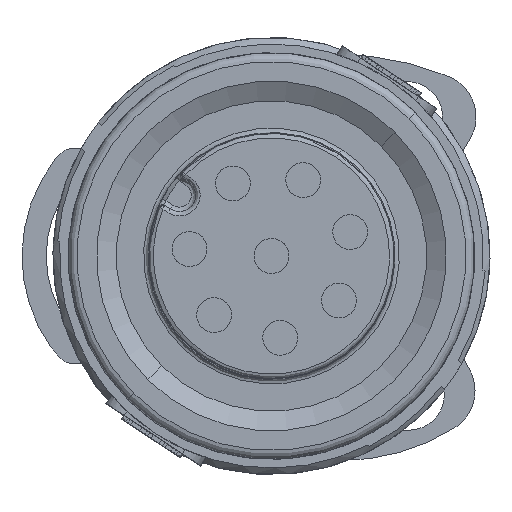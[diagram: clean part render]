
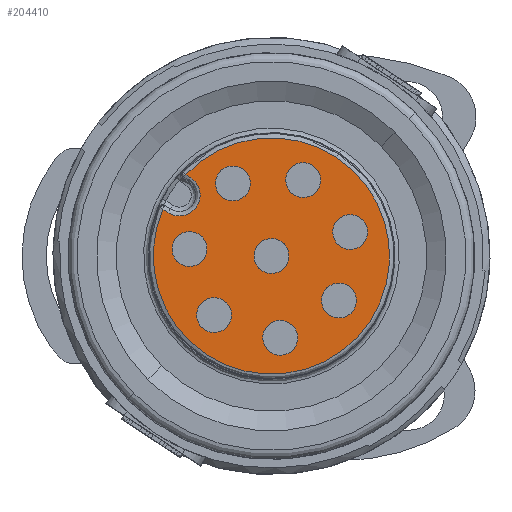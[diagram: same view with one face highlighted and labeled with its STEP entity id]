
A CAD part, left-side view. The second image highlights one B-rep face of the part: STEP entity #204410.
In plain terms, the highlighted face is planar.
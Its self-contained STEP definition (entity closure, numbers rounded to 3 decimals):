
#36660=CARTESIAN_POINT('',(18.285,33.279,
-0.3));
#36670=VERTEX_POINT('',#36660);
#36830=CARTESIAN_POINT('',(18.152,33.307,
-0.3));
#36840=VERTEX_POINT('',#36830);
#36870=CARTESIAN_POINT('',(53.706,26.04,
-0.3));
#36880=DIRECTION('',(0.98,-0.2,
0.));
#36890=VECTOR('',#36880,1.);
#36900=LINE('',#36870,#36890);
#36910=EDGE_CURVE('',#36840,#36670,#36900,.T.);
#202540=CARTESIAN_POINT('',(18.475,34.21,
-0.3));
#202550=VERTEX_POINT('',#202540);
#202580=CARTESIAN_POINT('',(53.896,26.971,
-0.3));
#202590=DIRECTION('',(-0.98,0.2,
0.));
#202600=VECTOR('',#202590,1.);
#202610=LINE('',#202580,#202600);
#202620=CARTESIAN_POINT('',(18.342,34.237,
-0.3));
#202630=VERTEX_POINT('',#202620);
#202640=EDGE_CURVE('',#202550,#202630,#202610,.T.);
#202900=CARTESIAN_POINT('',(46.699,-8.241,
-0.3));
#202910=DIRECTION('',(0.,0.,1.));
#202920=DIRECTION('',(0.2,0.98,
0.));
#202930=AXIS2_PLACEMENT_3D('',#202900,#202910,#202920);
#202940=PLANE('',#202930);
#202950=CARTESIAN_POINT('',(19.417,34.451,
-0.3));
#202960=DIRECTION('',(0.,0.,-1.));
#202970=DIRECTION('',(0.2,0.98,
0.));
#202980=AXIS2_PLACEMENT_3D('',#202950,#202960,#202970);
#202990=CIRCLE('',#202980,0.4);
#203000=CARTESIAN_POINT('',(19.498,34.843,
-0.3));
#203010=VERTEX_POINT('',#203000);
#203020=CARTESIAN_POINT('',(19.337,34.059,
-0.3));
#203030=VERTEX_POINT('',#203020);
#203040=EDGE_CURVE('',#203010,#203030,#202990,.T.);
#203050=ORIENTED_EDGE('',*,*,#203040,.F.);
#203060=EDGE_CURVE('',#203030,#203010,#202990,.T.);
#203070=ORIENTED_EDGE('',*,*,#203060,.F.);
#203080=EDGE_LOOP('',(#203070,#203050));
#203090=FACE_BOUND('',#203080,.T.);
#203100=CARTESIAN_POINT('',(20.854,33.239,
-0.3));
#203110=DIRECTION('',(0.,0.,-1.));
#203120=DIRECTION('',(0.2,0.98,
0.));
#203130=AXIS2_PLACEMENT_3D('',#203100,#203110,#203120);
#203140=CIRCLE('',#203130,0.4);
#203150=CARTESIAN_POINT('',(20.934,33.631,
-0.3));
#203160=VERTEX_POINT('',#203150);
#203170=CARTESIAN_POINT('',(20.774,32.847,
-0.3));
#203180=VERTEX_POINT('',#203170);
#203190=EDGE_CURVE('',#203160,#203180,#203140,.T.);
#203200=ORIENTED_EDGE('',*,*,#203190,.F.);
#203210=EDGE_CURVE('',#203180,#203160,#203140,.T.);
#203220=ORIENTED_EDGE('',*,*,#203210,.F.);
#203230=EDGE_LOOP('',(#203220,#203200));
#203240=FACE_BOUND('',#203230,.T.);
#203250=CARTESIAN_POINT('',(22.32,34.42,
-0.3));
#203260=DIRECTION('',(0.,0.,-1.));
#203270=DIRECTION('',(0.2,0.98,
0.));
#203280=AXIS2_PLACEMENT_3D('',#203250,#203260,#203270);
#203290=CIRCLE('',#203280,0.4);
#203300=CARTESIAN_POINT('',(22.4,34.811,
-0.3));
#203310=VERTEX_POINT('',#203300);
#203320=CARTESIAN_POINT('',(22.24,34.028,
-0.3));
#203330=VERTEX_POINT('',#203320);
#203340=EDGE_CURVE('',#203310,#203330,#203290,.T.);
#203350=ORIENTED_EDGE('',*,*,#203340,.F.);
#203360=EDGE_CURVE('',#203330,#203310,#203290,.T.);
#203370=ORIENTED_EDGE('',*,*,#203360,.F.);
#203380=EDGE_LOOP('',(#203370,#203350));
#203390=FACE_BOUND('',#203380,.T.);
#203400=CARTESIAN_POINT('',(19.057,32.688,
-0.3));
#203410=DIRECTION('',(0.,0.,1.));
#203420=DIRECTION('',(-0.2,-0.98,
0.));
#203430=AXIS2_PLACEMENT_3D('',#203400,#203410,#203420);
#203440=CIRCLE('',#203430,0.4);
#203450=CARTESIAN_POINT('',(18.977,32.296,
-0.3));
#203460=VERTEX_POINT('',#203450);
#203470=CARTESIAN_POINT('',(19.137,33.08,
-0.3));
#203480=VERTEX_POINT('',#203470);
#203490=EDGE_CURVE('',#203460,#203480,#203440,.T.);
#203500=ORIENTED_EDGE('',*,*,#203490,.T.);
#203510=EDGE_CURVE('',#203480,#203460,#203440,.T.);
#203520=ORIENTED_EDGE('',*,*,#203510,.T.);
#203530=EDGE_LOOP('',(#203520,#203500));
#203540=FACE_BOUND('',#203530,.T.);
#203550=CARTESIAN_POINT('',(20.14,31.497,
-0.3));
#203560=DIRECTION('',(0.,0.,1.));
#203570=DIRECTION('',(-0.2,-0.98,
0.));
#203580=AXIS2_PLACEMENT_3D('',#203550,#203560,#203570);
#203590=CIRCLE('',#203580,0.4);
#203600=CARTESIAN_POINT('',(20.06,31.105,
-0.3));
#203610=VERTEX_POINT('',#203600);
#203620=CARTESIAN_POINT('',(20.221,31.889,
-0.3));
#203630=VERTEX_POINT('',#203620);
#203640=EDGE_CURVE('',#203610,#203630,#203590,.T.);
#203650=ORIENTED_EDGE('',*,*,#203640,.T.);
#203660=EDGE_CURVE('',#203630,#203610,#203590,.T.);
#203670=ORIENTED_EDGE('',*,*,#203660,.T.);
#203680=EDGE_LOOP('',(#203670,#203650));
#203690=FACE_BOUND('',#203680,.T.);
#203700=CARTESIAN_POINT('',(20.881,35.122,
-0.3));
#203710=DIRECTION('',(0.,0.,-1.));
#203720=DIRECTION('',(0.2,0.98,
0.));
#203730=AXIS2_PLACEMENT_3D('',#203700,#203710,#203720);
#203740=CIRCLE('',#203730,0.4);
#203750=CARTESIAN_POINT('',(20.962,35.514,
-0.3));
#203760=VERTEX_POINT('',#203750);
#203770=CARTESIAN_POINT('',(20.801,34.73,
-0.3));
#203780=VERTEX_POINT('',#203770);
#203790=EDGE_CURVE('',#203760,#203780,#203740,.T.);
#203800=ORIENTED_EDGE('',*,*,#203790,.F.);
#203810=EDGE_CURVE('',#203780,#203760,#203740,.T.);
#203820=ORIENTED_EDGE('',*,*,#203810,.F.);
#203830=EDGE_LOOP('',(#203820,#203800));
#203840=FACE_BOUND('',#203830,.T.);
#203850=CARTESIAN_POINT('',(22.666,32.869,
-0.3));
#203860=DIRECTION('',(0.,0.,-1.));
#203870=DIRECTION('',(0.2,0.98,
0.));
#203880=AXIS2_PLACEMENT_3D('',#203850,#203860,#203870);
#203890=CIRCLE('',#203880,0.4);
#203900=CARTESIAN_POINT('',(22.746,33.261,
-0.3));
#203910=VERTEX_POINT('',#203900);
#203920=CARTESIAN_POINT('',(22.586,32.477,
-0.3));
#203930=VERTEX_POINT('',#203920);
#203940=EDGE_CURVE('',#203910,#203930,#203890,.T.);
#203950=ORIENTED_EDGE('',*,*,#203940,.F.);
#203960=EDGE_CURVE('',#203930,#203910,#203890,.T.);
#203970=ORIENTED_EDGE('',*,*,#203960,.F.);
#203980=EDGE_LOOP('',(#203970,#203950));
#203990=FACE_BOUND('',#203980,.T.);
#204000=CARTESIAN_POINT('',(21.739,31.578,
-0.3));
#204010=DIRECTION('',(0.,0.,1.));
#204020=DIRECTION('',(-0.2,-0.98,
0.));
#204030=AXIS2_PLACEMENT_3D('',#204000,#204010,#204020);
#204040=CIRCLE('',#204030,0.4);
#204050=CARTESIAN_POINT('',(21.659,31.186,
-0.3));
#204060=VERTEX_POINT('',#204050);
#204070=CARTESIAN_POINT('',(21.819,31.97,
-0.3));
#204080=VERTEX_POINT('',#204070);
#204090=EDGE_CURVE('',#204060,#204080,#204040,.T.);
#204100=ORIENTED_EDGE('',*,*,#204090,.T.);
#204110=EDGE_CURVE('',#204080,#204060,#204040,.T.);
#204120=ORIENTED_EDGE('',*,*,#204110,.T.);
#204130=EDGE_LOOP('',(#204120,#204100));
#204140=FACE_BOUND('',#204130,.T.);
#204150=CARTESIAN_POINT('',(20.854,33.239,
-0.3));
#204160=DIRECTION('',(0.,0.,-1.));
#204170=DIRECTION('',(-0.2,-0.98,
0.));
#204180=AXIS2_PLACEMENT_3D('',#204150,#204160,#204170);
#204190=CIRCLE('',#204180,2.703);
#204200=CARTESIAN_POINT('',(20.313,30.591,
-0.3));
#204210=VERTEX_POINT('',#204200);
#204220=EDGE_CURVE('',#204210,#36840,#204190,.T.);
#204230=ORIENTED_EDGE('',*,*,#204220,.T.);
#204240=CARTESIAN_POINT('',(21.395,35.887,
-0.3));
#204250=VERTEX_POINT('',#204240);
#204260=EDGE_CURVE('',#204250,#204210,#204190,.T.);
#204270=ORIENTED_EDGE('',*,*,#204260,.T.);
#204280=EDGE_CURVE('',#202630,#204250,#204190,.T.);
#204290=ORIENTED_EDGE('',*,*,#204280,.T.);
#204300=ORIENTED_EDGE('',*,*,#202640,.T.);
#204310=CARTESIAN_POINT('',(18.38,33.745,
-0.3));
#204320=DIRECTION('',(0.,0.,1.));
#204330=DIRECTION('',(0.2,0.98,
0.));
#204340=AXIS2_PLACEMENT_3D('',#204310,#204320,#204330);
#204350=CIRCLE('',#204340,0.475);
#204360=EDGE_CURVE('',#36670,#202550,#204350,.T.);
#204370=ORIENTED_EDGE('',*,*,#204360,.T.);
#204380=ORIENTED_EDGE('',*,*,#36910,.T.);
#204390=EDGE_LOOP('',(#204380,#204370,#204300,#204290,#204270,#204230));
#204400=FACE_OUTER_BOUND('',#204390,.T.);
#204410=ADVANCED_FACE('',(#203090,#203240,#203390,#203540,#203690,
#203840,#203990,#204140,#204400),#202940,.F.);
